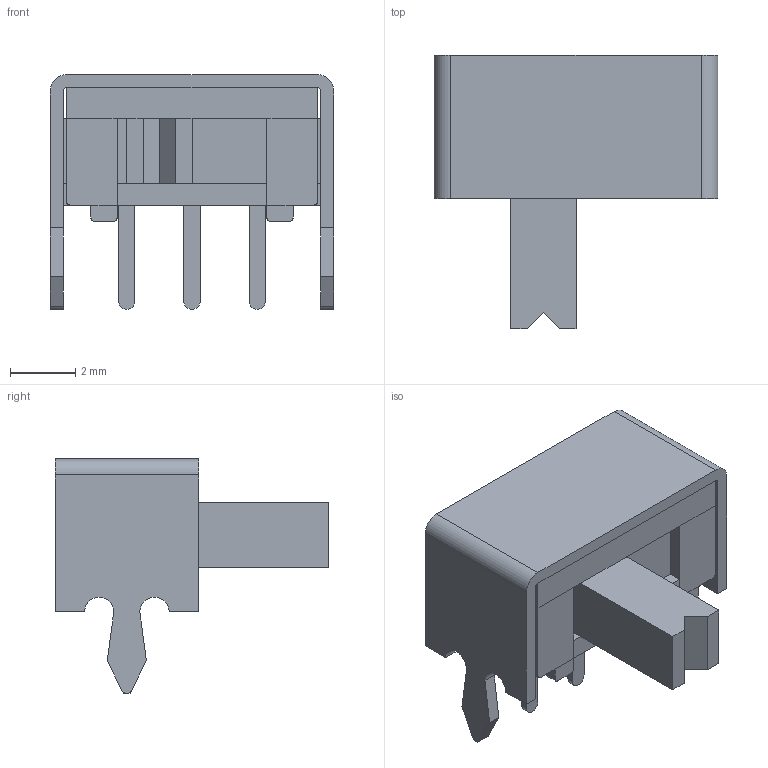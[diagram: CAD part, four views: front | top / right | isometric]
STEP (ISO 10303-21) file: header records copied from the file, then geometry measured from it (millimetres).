
FILE_DESCRIPTION(('FreeCAD Model'),'2;1');
FILE_NAME('Open CASCADE Shape Model','2023-12-21T13:57:32',('Author'),( ''),'Open CASCADE STEP processor 7.6','FreeCAD','Unknown');
FILE_SCHEMA(('AUTOMOTIVE_DESIGN { 1 0 10303 214 1 1 1 1 }'));
Length unit declared in the file: millimetre
Products named in the file (5): Unnamed1; PCB; Plastic; Shell; Pins
Assembly tree (4 placements, depth 2):
  Unnamed1
    PCB
    Plastic
    Shell
    Pins
Bounding box: 8.7 x 8.4 x 7.2 mm (x, y, z)
Volume: 144.3 mm3; surface area: 503.8 mm2
Topology: 6 solids, 6 shells, 153 faces, 387 edges, 246 vertices
Faces by surface type: plane 119, cylinder 34
Entity records: 4656 total; most frequent: CARTESIAN_POINT 791, ORIENTED_EDGE 774, DIRECTION 771, EDGE_CURVE 387, LINE 319, VECTOR 319, VERTEX_POINT 246, AXIS2_PLACEMENT_3D 226
